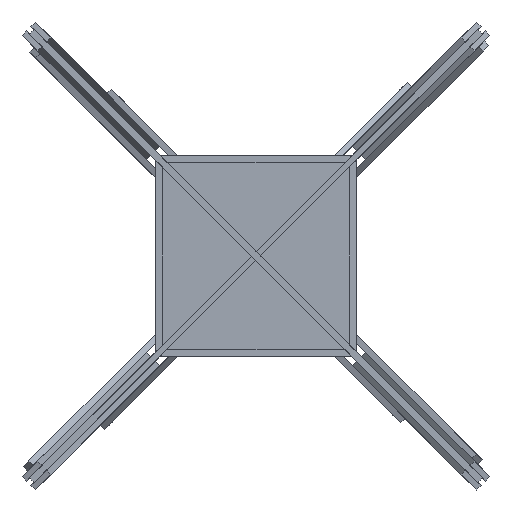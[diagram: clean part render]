
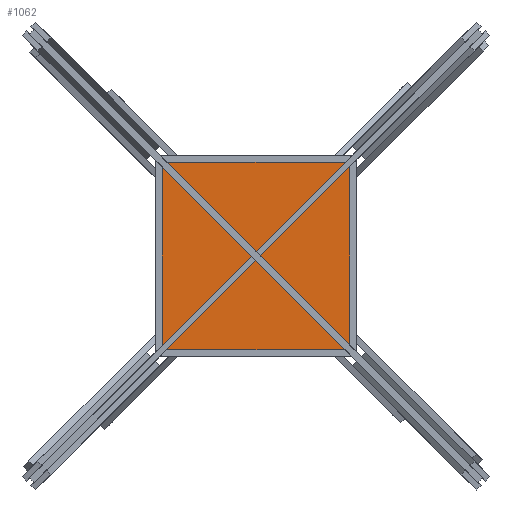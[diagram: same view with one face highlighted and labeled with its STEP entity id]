
A CAD part, front view. The second image highlights one B-rep face of the part: STEP entity #1062.
In plain terms, the highlighted planar face has unit normal (0, -1, 0).
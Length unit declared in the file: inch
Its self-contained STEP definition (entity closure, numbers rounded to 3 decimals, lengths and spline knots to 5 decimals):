
#6 = VECTOR ( 'NONE', #4391, 39.37008 ) ;
#178 = DIRECTION ( 'NONE',  ( -1., 0., 0. ) ) ;
#324 = DIRECTION ( 'NONE',  ( 0., 1., 0. ) ) ;
#364 = EDGE_LOOP ( 'NONE', ( #4549, #1060, #1261, #3730 ) ) ;
#496 = DIRECTION ( 'NONE',  ( 1., 0., 0. ) ) ;
#665 = LINE ( 'NONE', #4169, #2577 ) ;
#757 = EDGE_CURVE ( 'NONE', #5219, #1412, #4525, .T. ) ;
#970 = DIRECTION ( 'NONE',  ( 0., 0., -1. ) ) ;
#1019 = VERTEX_POINT ( 'NONE', #4027 ) ;
#1060 = ORIENTED_EDGE ( 'NONE', *, *, #1968, .F. ) ;
#1062 = ADVANCED_FACE ( 'NONE', ( #1860 ), #2414, .F. ) ;
#1087 = LINE ( 'NONE', #2976, #4256 ) ;
#1102 = VECTOR ( 'NONE', #178, 39.37008 ) ;
#1261 = ORIENTED_EDGE ( 'NONE', *, *, #757, .F. ) ;
#1342 = CARTESIAN_POINT ( 'NONE',  ( -24., 0., 24. ) ) ;
#1411 = EDGE_CURVE ( 'NONE', #5027, #1019, #1087, .T. ) ;
#1412 = VERTEX_POINT ( 'NONE', #1342 ) ;
#1584 = EDGE_CURVE ( 'NONE', #1019, #5219, #2122, .T. ) ;
#1860 = FACE_OUTER_BOUND ( 'NONE', #364, .T. ) ;
#1968 = EDGE_CURVE ( 'NONE', #1412, #5027, #665, .T. ) ;
#2122 = LINE ( 'NONE', #3483, #1102 ) ;
#2414 = PLANE ( 'NONE',  #3176 ) ;
#2577 = VECTOR ( 'NONE', #496, 39.37008 ) ;
#2680 = CARTESIAN_POINT ( 'NONE',  ( -24., 0., -24. ) ) ;
#2891 = CARTESIAN_POINT ( 'NONE',  ( 24., 0., 24. ) ) ;
#2976 = CARTESIAN_POINT ( 'NONE',  ( 24., 0., -24. ) ) ;
#3176 = AXIS2_PLACEMENT_3D ( 'NONE', #3254, #324, #4095 ) ;
#3254 = CARTESIAN_POINT ( 'NONE',  ( 0., 0., 0. ) ) ;
#3483 = CARTESIAN_POINT ( 'NONE',  ( -24., 0., -24. ) ) ;
#3496 = CARTESIAN_POINT ( 'NONE',  ( -24., 0., -24. ) ) ;
#3730 = ORIENTED_EDGE ( 'NONE', *, *, #1584, .F. ) ;
#4027 = CARTESIAN_POINT ( 'NONE',  ( 24., 0., -24. ) ) ;
#4095 = DIRECTION ( 'NONE',  ( 0., 0., 1. ) ) ;
#4169 = CARTESIAN_POINT ( 'NONE',  ( -24., 0., 24. ) ) ;
#4256 = VECTOR ( 'NONE', #970, 39.37008 ) ;
#4391 = DIRECTION ( 'NONE',  ( 0., 0., 1. ) ) ;
#4525 = LINE ( 'NONE', #2680, #6 ) ;
#4549 = ORIENTED_EDGE ( 'NONE', *, *, #1411, .F. ) ;
#5027 = VERTEX_POINT ( 'NONE', #2891 ) ;
#5219 = VERTEX_POINT ( 'NONE', #3496 ) ;
